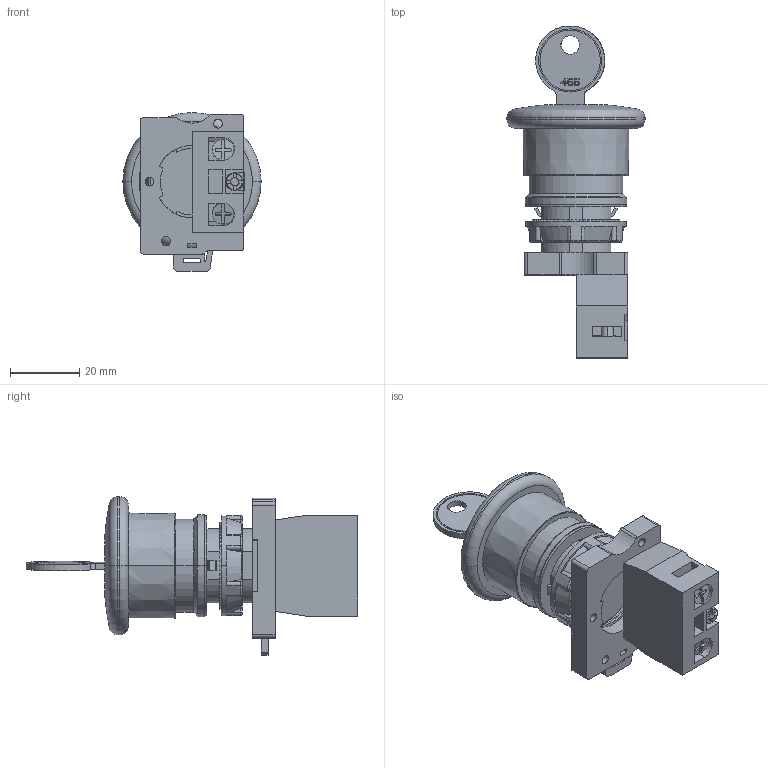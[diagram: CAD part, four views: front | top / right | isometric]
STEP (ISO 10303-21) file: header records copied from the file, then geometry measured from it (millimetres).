
FILE_DESCRIPTION((''),'2;1');
FILE_NAME('2','2024-05-13T',('Administrator'),('zyb.com'),'PRO/ENGINEER BY PARAMETRIC TECHNOLOGY CORPORATION, 2010280','PRO/ENGINEER BY PARAMETRIC TECHNOLOGY CORPORATION, 2010280','');
FILE_SCHEMA(('CONFIG_CONTROL_DESIGN','SHAPE_APPEARANCE_LAYERS_GROUPS'));
Length unit declared in the file: millimetre
Products named in the file (1): 2
Bounding box: 40 x 96.06 x 45.95 mm (x, y, z)
Volume: 43443.5 mm3; surface area: 17071.2 mm2
Topology: 1 solids, 2 shells, 999 faces, 2707 edges, 1743 vertices
Faces by surface type: plane 461, cylinder 296, bspline 187, torus 37, cone 14, extrusion 4
Entity records: 47270 total; most frequent: CARTESIAN_POINT 10488, ORIENTED_EDGE 5414, DIRECTION 4553, PRESENTATION_STYLE_ASSIGNMENT 3061, STYLED_ITEM 2712, CURVE_STYLE 2711, EDGE_CURVE 2707, VERTEX_POINT 1743
